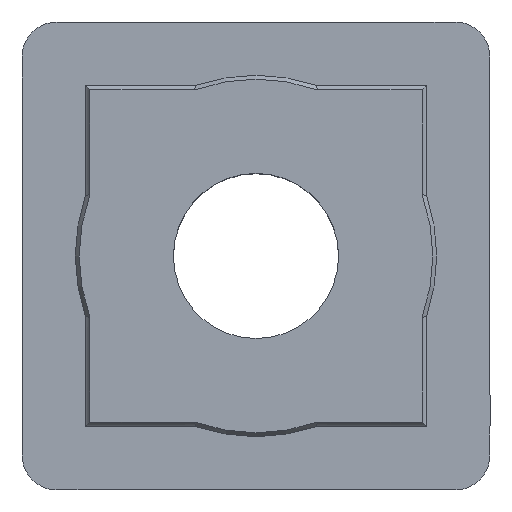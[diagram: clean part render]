
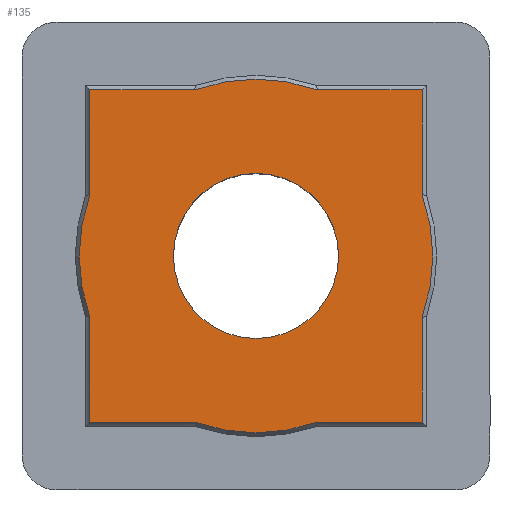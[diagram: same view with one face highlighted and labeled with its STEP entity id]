
A CAD part, top view. The second image highlights one B-rep face of the part: STEP entity #135.
In plain terms, the highlighted planar face has unit normal (0, 0, 1).
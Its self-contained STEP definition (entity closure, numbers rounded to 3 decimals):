
#135=ADVANCED_FACE('',(#178,#179),#167,.T.);
#167=PLANE('',#618);
#178=FACE_BOUND('',#186,.T.);
#179=FACE_BOUND('',#187,.T.);
#186=EDGE_LOOP('',(#232,#233,#234,#235,#236,#237,#238,#239,#240,#241,#242,
#243));
#187=EDGE_LOOP('',(#244));
#222=CIRCLE('',#613,6.);
#223=CIRCLE('',#614,6.);
#224=CIRCLE('',#615,6.);
#225=CIRCLE('',#616,6.);
#226=CIRCLE('',#617,2.8);
#232=ORIENTED_EDGE('',*,*,#462,.T.);
#233=ORIENTED_EDGE('',*,*,#463,.F.);
#234=ORIENTED_EDGE('',*,*,#464,.T.);
#235=ORIENTED_EDGE('',*,*,#465,.T.);
#236=ORIENTED_EDGE('',*,*,#466,.F.);
#237=ORIENTED_EDGE('',*,*,#467,.T.);
#238=ORIENTED_EDGE('',*,*,#468,.T.);
#239=ORIENTED_EDGE('',*,*,#469,.F.);
#240=ORIENTED_EDGE('',*,*,#470,.T.);
#241=ORIENTED_EDGE('',*,*,#471,.T.);
#242=ORIENTED_EDGE('',*,*,#472,.F.);
#243=ORIENTED_EDGE('',*,*,#473,.T.);
#244=ORIENTED_EDGE('',*,*,#474,.T.);
#404=VERTEX_POINT('',#763);
#405=VERTEX_POINT('',#764);
#406=VERTEX_POINT('',#766);
#407=VERTEX_POINT('',#768);
#408=VERTEX_POINT('',#770);
#409=VERTEX_POINT('',#772);
#410=VERTEX_POINT('',#774);
#411=VERTEX_POINT('',#776);
#412=VERTEX_POINT('',#778);
#413=VERTEX_POINT('',#780);
#414=VERTEX_POINT('',#782);
#415=VERTEX_POINT('',#784);
#416=VERTEX_POINT('',#787);
#462=EDGE_CURVE('',#404,#405,#548,.T.);
#463=EDGE_CURVE('',#406,#405,#549,.T.);
#464=EDGE_CURVE('',#406,#407,#222,.T.);
#465=EDGE_CURVE('',#407,#408,#550,.T.);
#466=EDGE_CURVE('',#409,#408,#551,.T.);
#467=EDGE_CURVE('',#409,#410,#223,.T.);
#468=EDGE_CURVE('',#410,#411,#552,.T.);
#469=EDGE_CURVE('',#412,#411,#553,.T.);
#470=EDGE_CURVE('',#412,#413,#224,.T.);
#471=EDGE_CURVE('',#413,#414,#554,.T.);
#472=EDGE_CURVE('',#415,#414,#555,.T.);
#473=EDGE_CURVE('',#415,#404,#225,.T.);
#474=EDGE_CURVE('',#416,#416,#226,.T.);
#548=LINE('',#762,#580);
#549=LINE('',#765,#581);
#550=LINE('',#769,#582);
#551=LINE('',#771,#583);
#552=LINE('',#775,#584);
#553=LINE('',#777,#585);
#554=LINE('',#781,#586);
#555=LINE('',#783,#587);
#580=VECTOR('',#653,1.);
#581=VECTOR('',#654,1.);
#582=VECTOR('',#657,1.);
#583=VECTOR('',#658,1.);
#584=VECTOR('',#661,1.);
#585=VECTOR('',#662,1.);
#586=VECTOR('',#665,1.);
#587=VECTOR('',#666,1.);
#613=AXIS2_PLACEMENT_3D('',#767,#655,#656);
#614=AXIS2_PLACEMENT_3D('',#773,#659,#660);
#615=AXIS2_PLACEMENT_3D('',#779,#663,#664);
#616=AXIS2_PLACEMENT_3D('',#785,#667,#668);
#617=AXIS2_PLACEMENT_3D('',#786,#669,#670);
#618=AXIS2_PLACEMENT_3D('',#788,#671,#672);
#653=DIRECTION('',(1.,0.,0.));
#654=DIRECTION('',(0.,-1.,0.));
#655=DIRECTION('',(0.,0.,1.));
#656=DIRECTION('',(1.,0.,0.));
#657=DIRECTION('',(0.,1.,0.));
#658=DIRECTION('',(1.,0.,0.));
#659=DIRECTION('',(0.,0.,1.));
#660=DIRECTION('',(1.,0.,0.));
#661=DIRECTION('',(-1.,0.,0.));
#662=DIRECTION('',(0.,1.,0.));
#663=DIRECTION('',(0.,0.,1.));
#664=DIRECTION('',(1.,0.,0.));
#665=DIRECTION('',(0.,-1.,0.));
#666=DIRECTION('',(-1.,0.,0.));
#667=DIRECTION('',(0.,0.,1.));
#668=DIRECTION('',(1.,0.,0.));
#669=DIRECTION('',(0.,0.,-1.));
#670=DIRECTION('',(1.,0.,0.));
#671=DIRECTION('',(0.,0.,1.));
#672=DIRECTION('',(1.,0.,0.));
#762=CARTESIAN_POINT('',(2.054,-5.637,0.));
#763=CARTESIAN_POINT('',(2.054,-5.637,0.));
#764=CARTESIAN_POINT('',(5.637,-5.638,0.));
#765=CARTESIAN_POINT('',(5.637,-2.054,0.));
#766=CARTESIAN_POINT('',(5.637,-2.054,0.));
#767=CARTESIAN_POINT('',(0.,0.,0.));
#768=CARTESIAN_POINT('',(5.637,2.054,0.));
#769=CARTESIAN_POINT('',(5.637,2.054,0.));
#770=CARTESIAN_POINT('',(5.638,5.638,0.));
#771=CARTESIAN_POINT('',(2.054,5.637,0.));
#772=CARTESIAN_POINT('',(2.054,5.637,0.));
#773=CARTESIAN_POINT('',(0.,0.,0.));
#774=CARTESIAN_POINT('',(-2.054,5.637,0.));
#775=CARTESIAN_POINT('',(-2.054,5.637,0.));
#776=CARTESIAN_POINT('',(-5.638,5.638,0.));
#777=CARTESIAN_POINT('',(-5.637,2.054,0.));
#778=CARTESIAN_POINT('',(-5.637,2.054,0.));
#779=CARTESIAN_POINT('',(0.,0.,0.));
#780=CARTESIAN_POINT('',(-5.637,-2.054,0.));
#781=CARTESIAN_POINT('',(-5.637,-2.054,0.));
#782=CARTESIAN_POINT('',(-5.638,-5.638,0.));
#783=CARTESIAN_POINT('',(-2.054,-5.637,0.));
#784=CARTESIAN_POINT('',(-2.054,-5.637,0.));
#785=CARTESIAN_POINT('',(0.,0.,0.));
#786=CARTESIAN_POINT('',(0.,0.,0.));
#787=CARTESIAN_POINT('',(2.8,0.,0.));
#788=CARTESIAN_POINT('',(0.,0.,0.));
